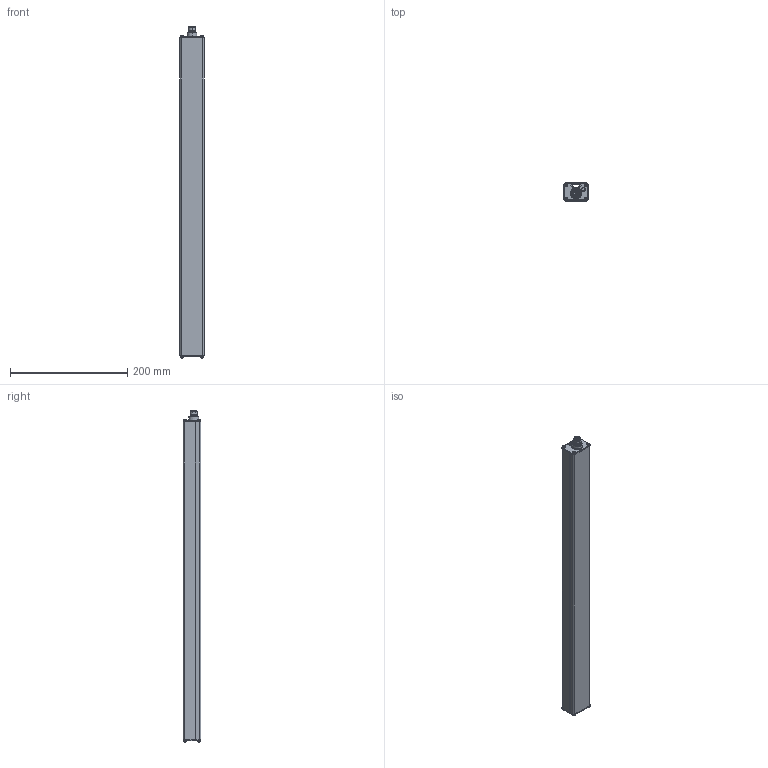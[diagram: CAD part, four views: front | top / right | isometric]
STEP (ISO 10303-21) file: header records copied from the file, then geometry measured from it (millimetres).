
FILE_DESCRIPTION((''),'2;1');
FILE_NAME('DM_DDE0660_ASM_PROFIL_PMI510_AS','2010-08-24T',('Ingenieurbuero Eiseler'),('Pepperl+Fuchs'),'PRO/ENGINEER BY PARAMETRIC TECHNOLOGY CORPORATION, 2009141','PRO/ENGINEER BY PARAMETRIC TECHNOLOGY CORPORATION, 2009141','');
FILE_SCHEMA(('CONFIG_CONTROL_DESIGN'));
Length unit declared in the file: millimetre
Products named in the file (1): DM_DDE0660_ASM_PROFIL_PMI510_AS
Bounding box: 41 x 30 x 566.27 mm (x, y, z)
Volume: 166807.9 mm3; surface area: 189442.1 mm2
Topology: 1 solids, 9 shells, 479 faces, 1212 edges, 764 vertices
Faces by surface type: plane 180, cylinder 167, cone 68, torus 48, sphere 16
Entity records: 15948 total; most frequent: CARTESIAN_POINT 3367, DIRECTION 2463, ORIENTED_EDGE 2380, EDGE_CURVE 1196, AXIS2_PLACEMENT_3D 1006, VERTEX_POINT 764, CIRCLE 526, EDGE_LOOP 524
